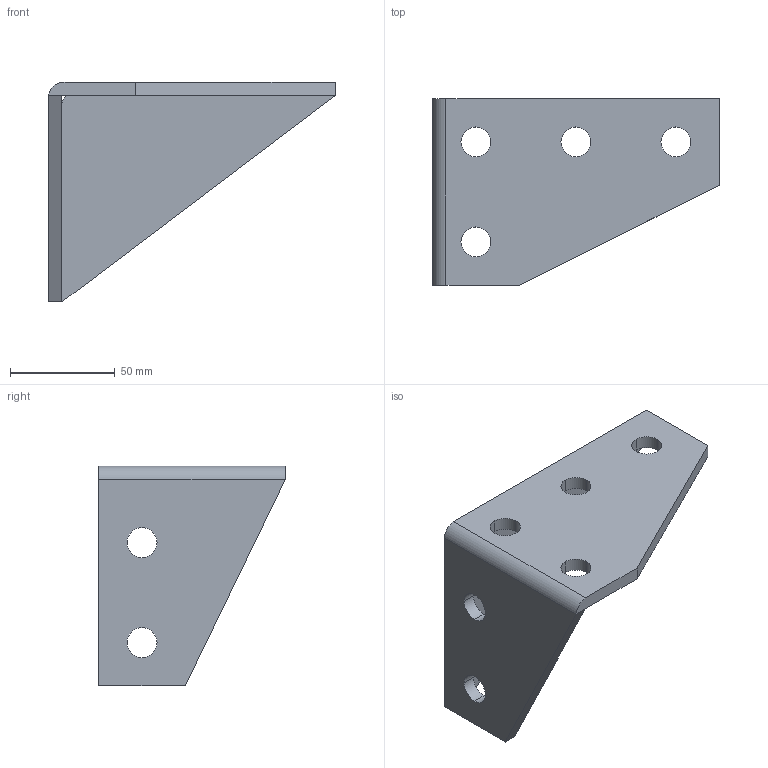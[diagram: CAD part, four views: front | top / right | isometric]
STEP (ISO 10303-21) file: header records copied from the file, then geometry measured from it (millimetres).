
FILE_DESCRIPTION(('TurboCAD Mac Pro'),'Build 980');
FILE_NAME('P1957.stp',' ',(''),(''),'ACIS Interop','IMSI','TurboCAD Mac Pro BY IMSI, INCORPORATED');
FILE_SCHEMA(('automotive_design'));
Length unit declared in the file: inch
Products named in the file (1): 1
Bounding box: 136.81 x 89.09 x 104.99 mm (x, y, z)
Volume: 137488.8 mm3; surface area: 48364.5 mm2
Topology: 1 solids, 1 shells, 45 faces, 129 edges, 85 vertices
Faces by surface type: bspline 24, plane 20, cylinder 1
Entity records: 1997 total; most frequent: CARTESIAN_POINT 572, ORIENTED_EDGE 258, EDGE_CURVE 129, DIRECTION 127, VERTEX_POINT 85, LINE 79, VECTOR 79, EDGE_LOOP 58
